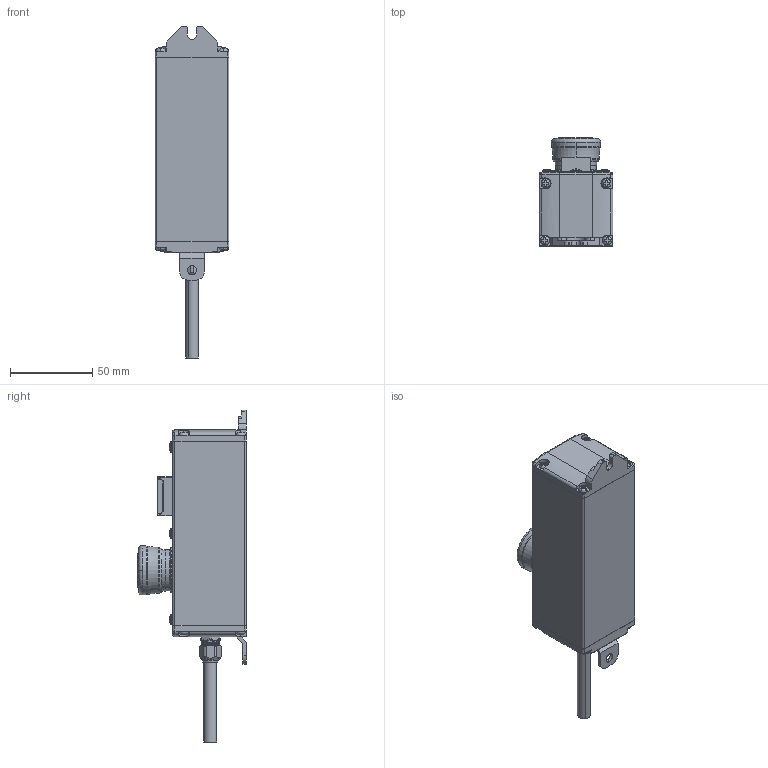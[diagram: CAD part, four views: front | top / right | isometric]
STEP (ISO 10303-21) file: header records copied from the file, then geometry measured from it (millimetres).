
FILE_DESCRIPTION (( 'STEP AP203' ), '1' );
FILE_NAME ('R4C-205-STP.step', '2024-06-21T07:01:24', ( '' ), ( '' ), 'SwSTEP 2.0', 'SolidWorks 2011', '' );
FILE_SCHEMA (( 'CONFIG_CONTROL_DESIGN' ));
Length unit declared in the file: millimetre
Products named in the file (1): R4C-205-STP
Bounding box: 45 x 65.95 x 201.9 mm (x, y, z)
Volume: 274443.8 mm3; surface area: 32879.9 mm2
Topology: 1 solids, 1 shells, 625 faces, 1648 edges, 1054 vertices
Faces by surface type: plane 370, cylinder 115, torus 58, cone 51, bspline 22, sphere 9
Entity records: 23816 total; most frequent: CARTESIAN_POINT 8533, ORIENTED_EDGE 3296, DIRECTION 3079, EDGE_CURVE 1648, AXIS2_PLACEMENT_3D 1094, VERTEX_POINT 1054, VECTOR 891, LINE 891
